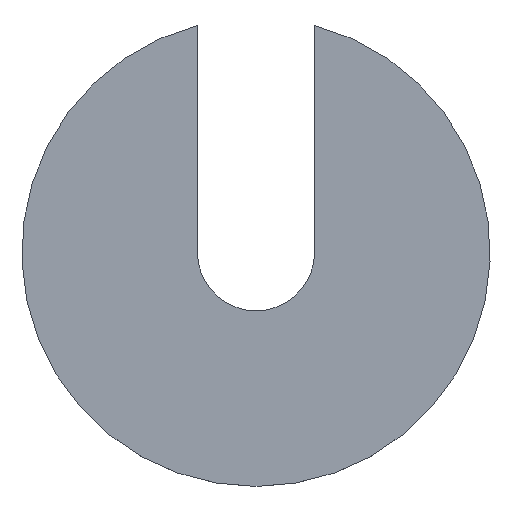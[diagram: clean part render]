
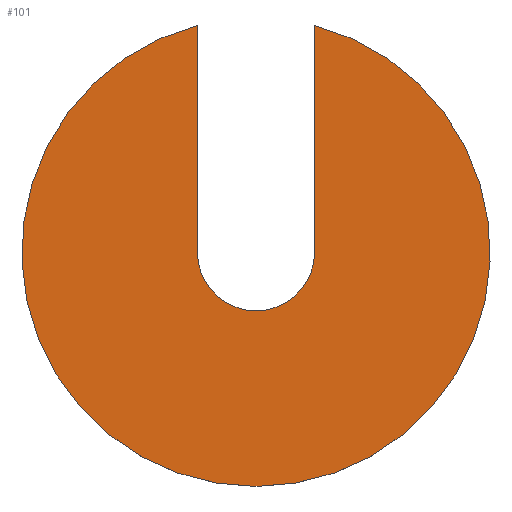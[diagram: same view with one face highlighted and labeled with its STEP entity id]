
A CAD part, top view. The second image highlights one B-rep face of the part: STEP entity #101.
In plain terms, the highlighted planar face has unit normal (0, 0, 1).
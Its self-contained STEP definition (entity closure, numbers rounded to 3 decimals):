
#17=PLANE('',#125);
#23=FACE_OUTER_BOUND('',#29,.T.);
#29=EDGE_LOOP('',(#87,#88,#89,#90));
#34=LINE('',#171,#42);
#38=LINE('',#181,#46);
#42=VECTOR('',#140,10.);
#46=VECTOR('',#152,10.);
#48=CIRCLE('',#119,7.5);
#50=CIRCLE('',#123,30.);
#53=VERTEX_POINT('',#162);
#54=VERTEX_POINT('',#164);
#56=VERTEX_POINT('',#170);
#58=VERTEX_POINT('',#176);
#61=EDGE_CURVE('',#54,#53,#48,.T.);
#64=EDGE_CURVE('',#56,#54,#34,.T.);
#67=EDGE_CURVE('',#58,#56,#50,.T.);
#70=EDGE_CURVE('',#53,#58,#38,.T.);
#87=ORIENTED_EDGE('',*,*,#70,.T.);
#88=ORIENTED_EDGE('',*,*,#67,.T.);
#89=ORIENTED_EDGE('',*,*,#64,.T.);
#90=ORIENTED_EDGE('',*,*,#61,.T.);
#101=ADVANCED_FACE('',(#23),#17,.T.);
#119=AXIS2_PLACEMENT_3D('',#165,#134,#135);
#123=AXIS2_PLACEMENT_3D('',#177,#146,#147);
#125=AXIS2_PLACEMENT_3D('',#182,#153,#154);
#134=DIRECTION('center_axis',(0.,0.,-1.));
#135=DIRECTION('ref_axis',(1.,0.,0.));
#140=DIRECTION('',(0.,-1.,0.));
#146=DIRECTION('center_axis',(0.,0.,1.));
#147=DIRECTION('ref_axis',(1.,0.,0.));
#152=DIRECTION('',(0.,1.,0.));
#153=DIRECTION('center_axis',(0.,0.,1.));
#154=DIRECTION('ref_axis',(1.,0.,0.));
#162=CARTESIAN_POINT('',(-7.5,0.,2.));
#164=CARTESIAN_POINT('',(7.5,0.,2.));
#165=CARTESIAN_POINT('Origin',(0.,0.,2.));
#170=CARTESIAN_POINT('',(7.5,29.047,2.));
#171=CARTESIAN_POINT('',(7.5,0.,2.));
#176=CARTESIAN_POINT('',(-7.5,29.047,2.));
#177=CARTESIAN_POINT('Origin',(0.,0.,2.));
#181=CARTESIAN_POINT('',(-7.5,0.,2.));
#182=CARTESIAN_POINT('Origin',(0.,-0.476,2.));
